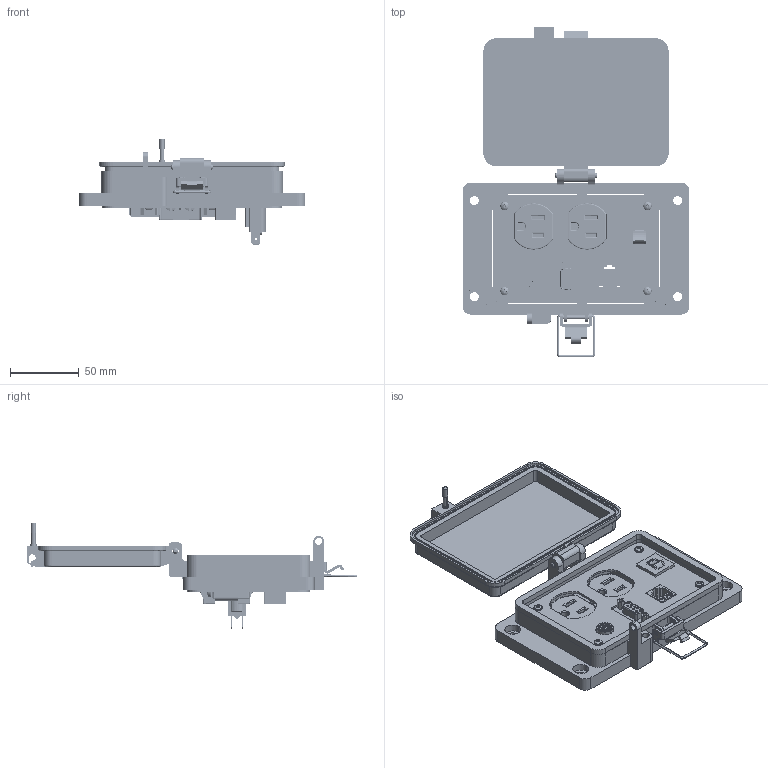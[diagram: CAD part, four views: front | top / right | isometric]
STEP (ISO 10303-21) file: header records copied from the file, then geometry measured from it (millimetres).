
FILE_DESCRIPTION (( 'STEP AP214' ), '1' );
FILE_NAME ('P-B9R2-M3RD3_3D.STEP', '2018-03-20T21:12:37', ( '' ), ( '' ), 'SwSTEP 2.0', 'SolidWorks 2017', '' );
FILE_SCHEMA (( 'AUTOMOTIVE_DESIGN' ));
Length unit declared in the file: millimetre
Products named in the file (22): Z-100-ABDH154_8PinMinDin; Z-100-ABDH154_DBcon; Z-100-ABDH154_PCB; Z-002-632516HN_90675A007; 4-40 half inch flathead _90273A110; RD_sheared; Z-200-OTLT-RD_Sheared; 92005A124_METRIC PAN HEAD PHILLIPS MACHINE SCREW_92005A124; P-B9R2-M3RD3_BP240_1; -M3; Z-H-M3_B; P-B9R2-M3RD3_3D; CBX; Z-CB-SM; R2; Z-300-RJ45CAT5; P-B9R2-M3RD3_FP060_1; P-B9R2-M3RD3_TP060_1; Z-000-4243316TFP; B9; Z-500-2008; Z-100-ABDH154NT
Assembly tree (33 placements, depth 4):
  P-B9R2-M3RD3_3D
    P-B9R2-M3RD3_BP240_1
    RD_sheared
      Z-200-OTLT-RD_Sheared
    4-40 half inch flathead _90273A110  x2
    Z-002-632516HN_90675A007  x2
    B9
      Z-100-ABDH154NT
        Z-100-ABDH154_PCB
        Z-100-ABDH154_DBcon
        Z-100-ABDH154_8PinMinDin
      Z-500-2008  x2
    Z-000-4243316TFP  x7
    P-B9R2-M3RD3_TP060_1
    P-B9R2-M3RD3_FP060_1
    R2
      Z-300-RJ45CAT5
    CBX
      Z-CB-SM
    -M3
      Z-H-M3_B
    92005A124_METRIC PAN HEAD PHILLIPS MACHINE SCREW_92005A124  x4
Bounding box: 164.96 x 240.59 x 77.07 mm (x, y, z)
Volume: 263322.3 mm3; surface area: 169597.5 mm2
Topology: 45 solids, 45 shells, 3795 faces, 10349 edges, 6747 vertices
Faces by surface type: plane 1535, cylinder 1520, bspline 424, cone 211, sphere 60, torus 45
Entity records: 109515 total; most frequent: CARTESIAN_POINT 31271, ORIENTED_EDGE 13678, DIRECTION 11638, EDGE_CURVE 6839, VERTEX_POINT 4456, VECTOR 4006, LINE 4006, AXIS2_PLACEMENT_3D 3816
